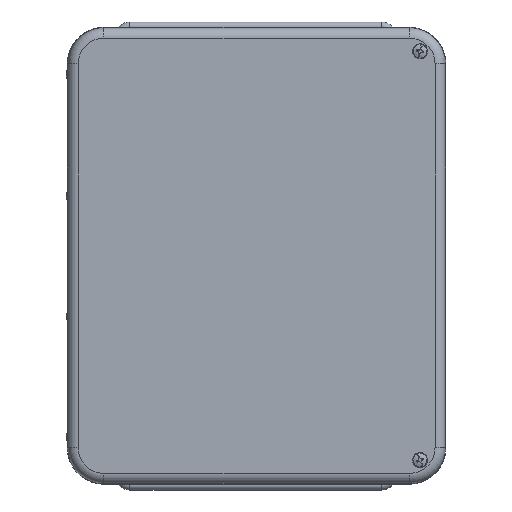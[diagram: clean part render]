
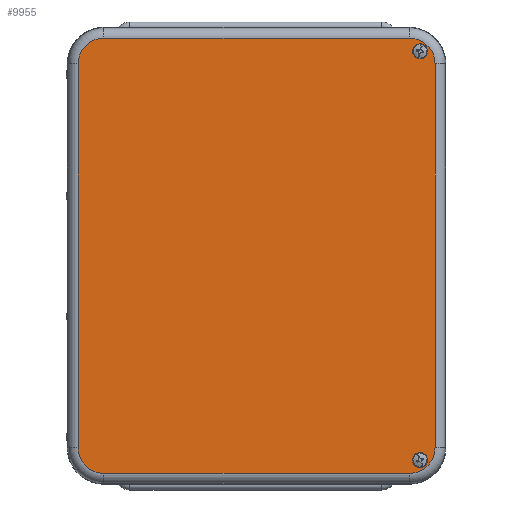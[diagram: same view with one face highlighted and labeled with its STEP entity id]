
A CAD part, top view. The second image highlights one B-rep face of the part: STEP entity #9955.
In plain terms, the highlighted planar face has unit normal (0, 0, 1).
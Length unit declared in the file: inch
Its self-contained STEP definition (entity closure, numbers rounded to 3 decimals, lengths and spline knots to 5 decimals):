
#829=LINE($,#18383,#1471);
#831=LINE($,#18403,#1473);
#834=LINE($,#18410,#1476);
#836=LINE($,#18425,#1478);
#1471=VECTOR($,#13786,7.593);
#1473=VECTOR($,#13810,9.538);
#1476=VECTOR($,#13817,9.538);
#1478=VECTOR($,#13837,7.593);
#1733=PLANE($,#11066);
#2031=FACE_BOUND($,#3656,.T.);
#2032=FACE_BOUND($,#3657,.T.);
#2822=FACE_OUTER_BOUND($,#3655,.T.);
#3655=EDGE_LOOP($,(#8906,#8907,#8908,#8909,#8910,#8911,#8912,#8913));
#3656=EDGE_LOOP($,(#8914));
#3657=EDGE_LOOP($,(#8915));
#4295=CIRCLE($,#10989,0.117);
#4297=CIRCLE($,#10992,0.117);
#4319=CIRCLE($,#11041,0.63801);
#4323=CIRCLE($,#11046,0.63801);
#4327=CIRCLE($,#11053,0.63801);
#4331=CIRCLE($,#11058,0.63801);
#5199=VERTEX_POINT($,#18284);
#5201=VERTEX_POINT($,#18289);
#5232=VERTEX_POINT($,#18380);
#5233=VERTEX_POINT($,#18382);
#5236=VERTEX_POINT($,#18389);
#5237=VERTEX_POINT($,#18394);
#5240=VERTEX_POINT($,#18401);
#5241=VERTEX_POINT($,#18406);
#5244=VERTEX_POINT($,#18413);
#5245=VERTEX_POINT($,#18418);
#6447=EDGE_CURVE($,#5199,#5199,#4295,.T.);
#6449=EDGE_CURVE($,#5201,#5201,#4297,.T.);
#6492=EDGE_CURVE($,#5232,#5233,#829,.T.);
#6496=EDGE_CURVE($,#5236,#5232,#4319,.T.);
#6500=EDGE_CURVE($,#5233,#5237,#4323,.T.);
#6502=EDGE_CURVE($,#5240,#5236,#831,.T.);
#6506=EDGE_CURVE($,#5237,#5241,#834,.T.);
#6508=EDGE_CURVE($,#5244,#5240,#4327,.T.);
#6512=EDGE_CURVE($,#5241,#5245,#4331,.T.);
#6514=EDGE_CURVE($,#5245,#5244,#836,.T.);
#8906=ORIENTED_EDGE($,*,*,#6492,.F.);
#8907=ORIENTED_EDGE($,*,*,#6496,.F.);
#8908=ORIENTED_EDGE($,*,*,#6502,.F.);
#8909=ORIENTED_EDGE($,*,*,#6508,.F.);
#8910=ORIENTED_EDGE($,*,*,#6514,.F.);
#8911=ORIENTED_EDGE($,*,*,#6512,.F.);
#8912=ORIENTED_EDGE($,*,*,#6506,.F.);
#8913=ORIENTED_EDGE($,*,*,#6500,.F.);
#8914=ORIENTED_EDGE($,*,*,#6447,.T.);
#8915=ORIENTED_EDGE($,*,*,#6449,.T.);
#9955=ADVANCED_FACE($,(#2822,#2031,#2032),#1733,.T.);
#10989=AXIS2_PLACEMENT_3D($,#18285,#13673,#13674);
#10992=AXIS2_PLACEMENT_3D($,#18290,#13679,#13680);
#11041=AXIS2_PLACEMENT_3D($,#18391,#13794,#13795);
#11046=AXIS2_PLACEMENT_3D($,#18398,#13804,#13805);
#11053=AXIS2_PLACEMENT_3D($,#18415,#13822,#13823);
#11058=AXIS2_PLACEMENT_3D($,#18422,#13832,#13833);
#11066=AXIS2_PLACEMENT_3D($,#18444,#13857,#13858);
#13673=DIRECTION('center_axis',(0.,0.,-1.));
#13674=DIRECTION('ref_axis',(1.,0.,0.));
#13679=DIRECTION('center_axis',(0.,0.,-1.));
#13680=DIRECTION('ref_axis',(1.,0.,0.));
#13786=DIRECTION($,(1.,0.,0.));
#13794=DIRECTION('center_axis',(0.,0.,-1.));
#13795=DIRECTION('ref_axis',(-0.707,0.707,0.));
#13804=DIRECTION('center_axis',(0.,0.,-1.));
#13805=DIRECTION('ref_axis',(0.707,0.707,0.));
#13810=DIRECTION($,(0.,1.,0.));
#13817=DIRECTION($,(0.,-1.,0.));
#13822=DIRECTION('center_axis',(0.,0.,-1.));
#13823=DIRECTION('ref_axis',(-0.707,-0.707,0.));
#13832=DIRECTION('center_axis',(0.,0.,-1.));
#13833=DIRECTION('ref_axis',(0.707,-0.707,0.));
#13837=DIRECTION($,(-1.,0.,0.));
#13857=DIRECTION('center_axis',(0.,0.,1.));
#13858=DIRECTION('ref_axis',(1.,0.,0.));
#18284=CARTESIAN_POINT('',(4.1795,-5.0781,0.765));
#18285=CARTESIAN_POINT('Origin',(4.0625,-5.0781,0.765));
#18289=CARTESIAN_POINT('',(4.1795,5.0781,0.765));
#18290=CARTESIAN_POINT('Origin',(4.0625,5.0781,0.765));
#18380=CARTESIAN_POINT('',(-3.7965,5.40701,0.765));
#18382=CARTESIAN_POINT('',(3.7965,5.40701,0.765));
#18383=CARTESIAN_POINT($,(-3.7965,5.40701,0.765));
#18389=CARTESIAN_POINT('',(-4.43451,4.769,0.765));
#18391=CARTESIAN_POINT('Origin',(-3.7965,4.769,0.765));
#18394=CARTESIAN_POINT('',(4.43451,4.769,0.765));
#18398=CARTESIAN_POINT('Origin',(3.7965,4.769,0.765));
#18401=CARTESIAN_POINT('',(-4.43451,-4.769,0.765));
#18403=CARTESIAN_POINT($,(-4.43451,-4.769,0.765));
#18406=CARTESIAN_POINT('',(4.43451,-4.769,0.765));
#18410=CARTESIAN_POINT($,(4.43451,4.769,0.765));
#18413=CARTESIAN_POINT('',(-3.7965,-5.40701,0.765));
#18415=CARTESIAN_POINT('Origin',(-3.7965,-4.769,0.765));
#18418=CARTESIAN_POINT('',(3.7965,-5.40701,0.765));
#18422=CARTESIAN_POINT('Origin',(3.7965,-4.769,0.765));
#18425=CARTESIAN_POINT($,(3.7965,-5.40701,0.765));
#18444=CARTESIAN_POINT('Origin',(0.,0.,0.765));
